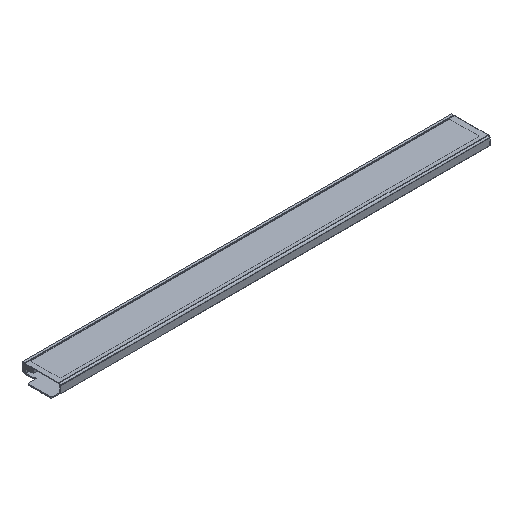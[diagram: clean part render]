
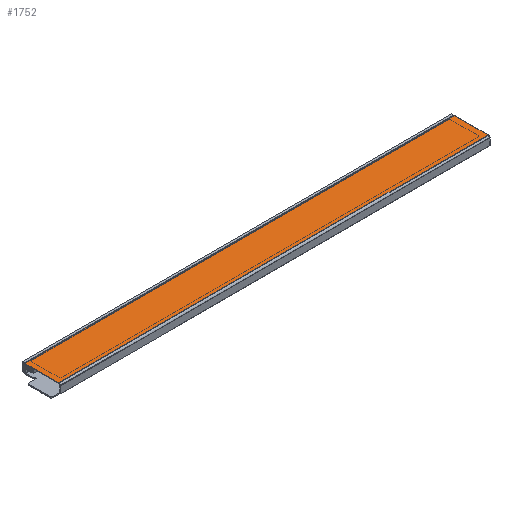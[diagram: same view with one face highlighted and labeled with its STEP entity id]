
A CAD part, isometric view. The second image highlights one B-rep face of the part: STEP entity #1752.
In plain terms, the highlighted planar face has unit normal (0, 0, 1).
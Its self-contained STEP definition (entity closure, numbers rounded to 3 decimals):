
#53 = CARTESIAN_POINT ( 'NONE',  ( 160.4, 0.7, 0. ) ) ;
#118 = VERTEX_POINT ( 'NONE', #2068 ) ;
#150 = VERTEX_POINT ( 'NONE', #1045 ) ;
#154 = FACE_OUTER_BOUND ( 'NONE', #1167, .T. ) ;
#169 = DIRECTION ( 'NONE',  ( 0., 1., 0. ) ) ;
#172 = ORIENTED_EDGE ( 'NONE', *, *, #1801, .T. ) ;
#358 = CARTESIAN_POINT ( 'NONE',  ( -2., 13.4, 0. ) ) ;
#372 = VERTEX_POINT ( 'NONE', #53 ) ;
#547 = ORIENTED_EDGE ( 'NONE', *, *, #2093, .T. ) ;
#554 = VECTOR ( 'NONE', #988, 1000. ) ;
#615 = VECTOR ( 'NONE', #169, 1000. ) ;
#730 = ORIENTED_EDGE ( 'NONE', *, *, #814, .T. ) ;
#755 = DIRECTION ( 'NONE',  ( -1., 0., 0. ) ) ;
#814 = EDGE_CURVE ( 'NONE', #1794, #118, #2072, .T. ) ;
#891 = DIRECTION ( 'NONE',  ( 0., -1., 0. ) ) ;
#923 = LINE ( 'NONE', #2274, #615 ) ;
#988 = DIRECTION ( 'NONE',  ( 1., 0., 0. ) ) ;
#1045 = CARTESIAN_POINT ( 'NONE',  ( 160.4, 13.4, 0. ) ) ;
#1075 = CARTESIAN_POINT ( 'NONE',  ( -2., 0., 0. ) ) ;
#1139 = VECTOR ( 'NONE', #891, 1000. ) ;
#1152 = AXIS2_PLACEMENT_3D ( 'NONE', #2104, #1756, #1763 ) ;
#1167 = EDGE_LOOP ( 'NONE', ( #1650, #547, #172, #730 ) ) ;
#1355 = LINE ( 'NONE', #358, #1657 ) ;
#1406 = PLANE ( 'NONE',  #1152 ) ;
#1428 = CARTESIAN_POINT ( 'NONE',  ( -2., 13.4, 0. ) ) ;
#1650 = ORIENTED_EDGE ( 'NONE', *, *, #2126, .T. ) ;
#1657 = VECTOR ( 'NONE', #755, 1000. ) ;
#1752 = ADVANCED_FACE ( 'NONE', ( #154 ), #1406, .F. ) ;
#1756 = DIRECTION ( 'NONE',  ( 0., 0., -1. ) ) ;
#1763 = DIRECTION ( 'NONE',  ( -1., 0., 0. ) ) ;
#1794 = VERTEX_POINT ( 'NONE', #1428 ) ;
#1801 = EDGE_CURVE ( 'NONE', #150, #1794, #1355, .T. ) ;
#2068 = CARTESIAN_POINT ( 'NONE',  ( -2., 0.7, 0. ) ) ;
#2072 = LINE ( 'NONE', #1075, #1139 ) ;
#2093 = EDGE_CURVE ( 'NONE', #372, #150, #923, .T. ) ;
#2104 = CARTESIAN_POINT ( 'NONE',  ( 0., 0., 0. ) ) ;
#2126 = EDGE_CURVE ( 'NONE', #118, #372, #2283, .T. ) ;
#2180 = CARTESIAN_POINT ( 'NONE',  ( -2., 0.7, 0. ) ) ;
#2274 = CARTESIAN_POINT ( 'NONE',  ( 160.4, 0., 0. ) ) ;
#2283 = LINE ( 'NONE', #2180, #554 ) ;
